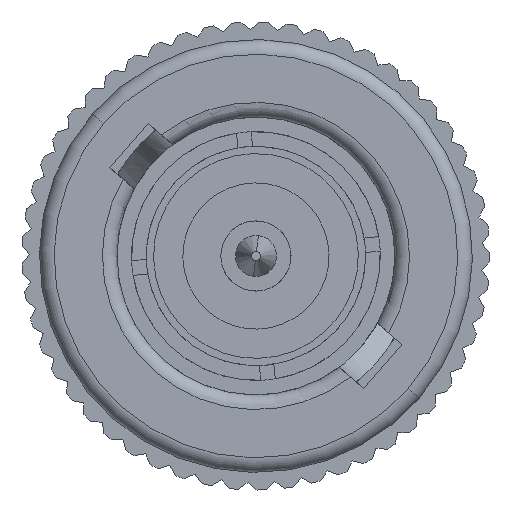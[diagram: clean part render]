
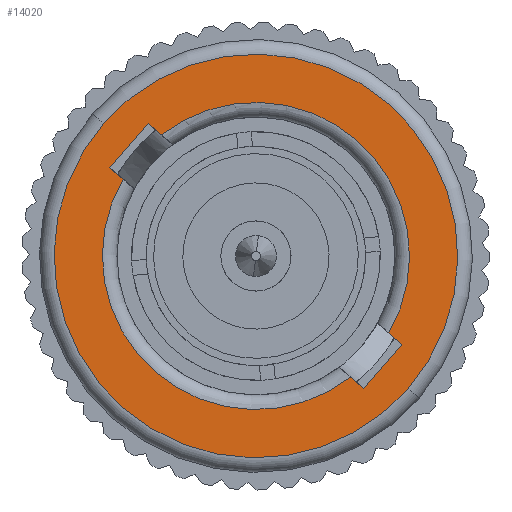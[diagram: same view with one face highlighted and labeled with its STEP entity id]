
A CAD part, front view. The second image highlights one B-rep face of the part: STEP entity #14020.
In plain terms, the highlighted face is planar.
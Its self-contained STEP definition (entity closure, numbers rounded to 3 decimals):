
#284 = LINE ( 'NONE', #285, #8427 ) ;
#285 = CARTESIAN_POINT ( 'NONE',  ( -1., 15.5, -5.75 ) ) ;
#286 = DIRECTION ( 'NONE',  ( 0., 0., 1. ) ) ;
#326 = VERTEX_POINT ( 'NONE', #10124 ) ;
#329 = VERTEX_POINT ( 'NONE', #10101 ) ;
#342 = VERTEX_POINT ( 'NONE', #1252 ) ;
#364 = VERTEX_POINT ( 'NONE', #1261 ) ;
#366 = VERTEX_POINT ( 'NONE', #1262 ) ;
#372 = VERTEX_POINT ( 'NONE', #1265 ) ;
#858 = CARTESIAN_POINT ( 'NONE',  ( 0., 15.5, 0. ) ) ;
#859 = DIRECTION ( 'NONE',  ( 0., -1., 0. ) ) ;
#860 = DIRECTION ( 'NONE',  ( 0., 0., 1. ) ) ;
#1252 = CARTESIAN_POINT ( 'NONE',  ( -1., 15.5, -5.75 ) ) ;
#1261 = CARTESIAN_POINT ( 'NONE',  ( 1., 15.5, 5.75 ) ) ;
#1262 = CARTESIAN_POINT ( 'NONE',  ( -1., 15.5, -5.154 ) ) ;
#1265 = CARTESIAN_POINT ( 'NONE',  ( 1., 15.5, 5.154 ) ) ;
#1446 = CARTESIAN_POINT ( 'NONE',  ( 0., 15.5, 6.9 ) ) ;
#1447 = CARTESIAN_POINT ( 'NONE',  ( 0., 15.5, -6.9 ) ) ;
#3300 = EDGE_LOOP ( 'NONE', ( #12490, #12491, #12492, #12493, #12494, #12495, #12496, #12497 ) ) ;
#3371 = EDGE_LOOP ( 'NONE', ( #12488, #12489 ) ) ;
#4725 = AXIS2_PLACEMENT_3D ( 'NONE', #858, #859, #860 ) ;
#4775 = CIRCLE ( 'NONE', #4725, 5.25 ) ;
#5019 = VERTEX_POINT ( 'NONE', #1446 ) ;
#5020 = VERTEX_POINT ( 'NONE', #1447 ) ;
#6399 = CARTESIAN_POINT ( 'NONE',  ( -1., 15.5, 5.75 ) ) ;
#6400 = CARTESIAN_POINT ( 'NONE',  ( -1., 15.5, 5.154 ) ) ;
#6763 = CARTESIAN_POINT ( 'NONE',  ( 0., 15.5, 0. ) ) ;
#6764 = DIRECTION ( 'NONE',  ( 0., 1., 0. ) ) ;
#6765 = DIRECTION ( 'NONE',  ( 0., 0., 1. ) ) ;
#7539 = LINE ( 'NONE', #7552, #9494 ) ;
#7552 = CARTESIAN_POINT ( 'NONE',  ( 1., 15.5, 5.75 ) ) ;
#7553 = DIRECTION ( 'NONE',  ( 0., 0., -1. ) ) ;
#8071 = LINE ( 'NONE', #8083, #11380 ) ;
#8083 = CARTESIAN_POINT ( 'NONE',  ( 1., 15.5, 0. ) ) ;
#8084 = DIRECTION ( 'NONE',  ( 0., 0., -1. ) ) ;
#8136 = CARTESIAN_POINT ( 'NONE',  ( -1., 15.5, 0. ) ) ;
#8140 = LINE ( 'NONE', #8136, #11429 ) ;
#8144 = CARTESIAN_POINT ( 'NONE',  ( 0., 15.5, 0. ) ) ;
#8145 = DIRECTION ( 'NONE',  ( 0., 1., 0. ) ) ;
#8146 = DIRECTION ( 'NONE',  ( 0., 0., 1. ) ) ;
#8147 = DIRECTION ( 'NONE',  ( 0., 0., 1. ) ) ;
#8427 = VECTOR ( 'NONE', #286, 1000. ) ;
#8483 = CIRCLE ( 'NONE', #8539, 5.25 ) ;
#8512 = AXIS2_PLACEMENT_3D ( 'NONE', #17651, #17661, #17662 ) ;
#8539 = AXIS2_PLACEMENT_3D ( 'NONE', #17786, #17787, #17788 ) ;
#9494 = VECTOR ( 'NONE', #7553, 1000. ) ;
#10093 = VERTEX_POINT ( 'NONE', #6399 ) ;
#10094 = VERTEX_POINT ( 'NONE', #6400 ) ;
#10101 = CARTESIAN_POINT ( 'NONE',  ( 1., 15.5, -5.75 ) ) ;
#10124 = CARTESIAN_POINT ( 'NONE',  ( 1., 15.5, -5.154 ) ) ;
#10358 = LINE ( 'NONE', #10362, #16631 ) ;
#10362 = CARTESIAN_POINT ( 'NONE',  ( -1., 15.5, -5.75 ) ) ;
#10366 = DIRECTION ( 'NONE',  ( -1., 0., 0. ) ) ;
#10523 = LINE ( 'NONE', #10524, #16491 ) ;
#10524 = CARTESIAN_POINT ( 'NONE',  ( 1., 15.5, 5.75 ) ) ;
#10525 = DIRECTION ( 'NONE',  ( 1., 0., 0. ) ) ;
#11380 = VECTOR ( 'NONE', #8084, 1000. ) ;
#11409 = CIRCLE ( 'NONE', #11430, 6.9 ) ;
#11429 = VECTOR ( 'NONE', #8147, 1000. ) ;
#11430 = AXIS2_PLACEMENT_3D ( 'NONE', #8144, #8145, #8146 ) ;
#12488 = ORIENTED_EDGE ( 'NONE', *, *, #15064, .T. ) ;
#12489 = ORIENTED_EDGE ( 'NONE', *, *, #12827, .T. ) ;
#12490 = ORIENTED_EDGE ( 'NONE', *, *, #15047, .F. ) ;
#12491 = ORIENTED_EDGE ( 'NONE', *, *, #14476, .T. ) ;
#12492 = ORIENTED_EDGE ( 'NONE', *, *, #14807, .F. ) ;
#12493 = ORIENTED_EDGE ( 'NONE', *, *, #13194, .F. ) ;
#12494 = ORIENTED_EDGE ( 'NONE', *, *, #15065, .F. ) ;
#12495 = ORIENTED_EDGE ( 'NONE', *, *, #14052, .T. ) ;
#12496 = ORIENTED_EDGE ( 'NONE', *, *, #14180, .F. ) ;
#12497 = ORIENTED_EDGE ( 'NONE', *, *, #13111, .F. ) ;
#12827 = EDGE_CURVE ( 'NONE', #5020, #5019, #16625, .T. ) ;
#13111 = EDGE_CURVE ( 'NONE', #329, #342, #10358, .T. ) ;
#13194 = EDGE_CURVE ( 'NONE', #10093, #364, #10523, .T. ) ;
#14020 = ADVANCED_FACE ( 'NONE', ( #17658, #17653 ), #17659, .T. ) ;
#14052 = EDGE_CURVE ( 'NONE', #10094, #366, #8483, .T. ) ;
#14180 = EDGE_CURVE ( 'NONE', #342, #366, #284, .T. ) ;
#14476 = EDGE_CURVE ( 'NONE', #326, #372, #4775, .T. ) ;
#14807 = EDGE_CURVE ( 'NONE', #364, #372, #7539, .T. ) ;
#15047 = EDGE_CURVE ( 'NONE', #326, #329, #8071, .T. ) ;
#15064 = EDGE_CURVE ( 'NONE', #5019, #5020, #11409, .T. ) ;
#15065 = EDGE_CURVE ( 'NONE', #10094, #10093, #8140, .T. ) ;
#16491 = VECTOR ( 'NONE', #10525, 1000. ) ;
#16625 = CIRCLE ( 'NONE', #16918, 6.9 ) ;
#16631 = VECTOR ( 'NONE', #10366, 1000. ) ;
#16918 = AXIS2_PLACEMENT_3D ( 'NONE', #6763, #6764, #6765 ) ;
#17651 = CARTESIAN_POINT ( 'NONE',  ( 0., 15.5, 0. ) ) ;
#17653 = FACE_BOUND ( 'NONE', #3300, .T. ) ;
#17658 = FACE_OUTER_BOUND ( 'NONE', #3371, .T. ) ;
#17659 = PLANE ( 'NONE',  #8512 ) ;
#17661 = DIRECTION ( 'NONE',  ( 0., 1., 0. ) ) ;
#17662 = DIRECTION ( 'NONE',  ( 0., 0., 1. ) ) ;
#17786 = CARTESIAN_POINT ( 'NONE',  ( 0., 15.5, 0. ) ) ;
#17787 = DIRECTION ( 'NONE',  ( 0., -1., 0. ) ) ;
#17788 = DIRECTION ( 'NONE',  ( 0., 0., 1. ) ) ;
